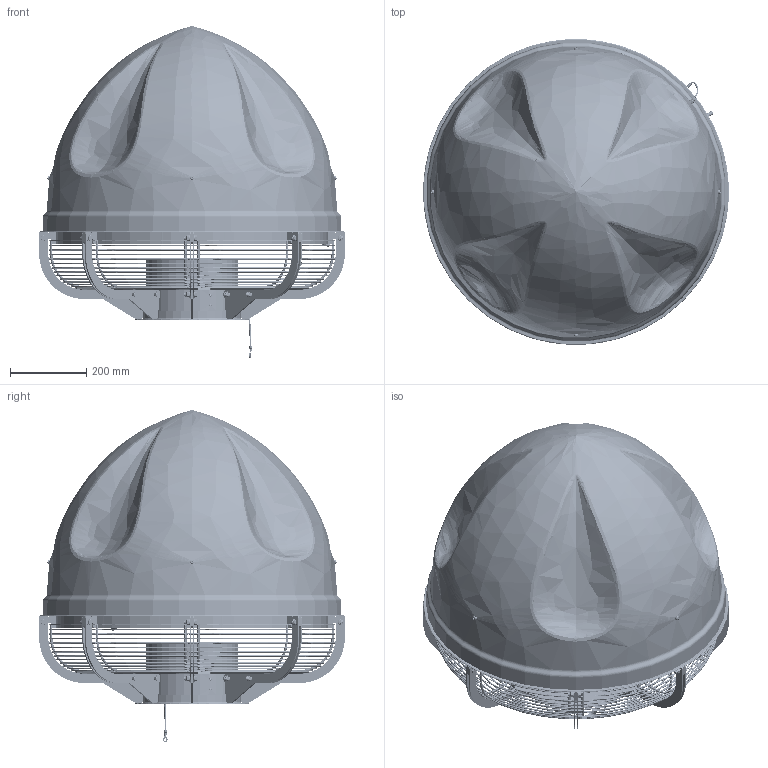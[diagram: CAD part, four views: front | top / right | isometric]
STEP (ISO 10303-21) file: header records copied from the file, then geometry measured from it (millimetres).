
FILE_DESCRIPTION(/* description */ ('808W75 SPARK-S-250/1500/Ex','CAx-IF Rec.Pracs.---Representation and Presentation of Product Manufacturing Information (PMI)---4.0---2014-10-13'),/* implementation_level */ '2;1');
FILE_NAME(/* name */ '808W75 SPARK-S-250_1500_Ex.stp',/* time_stamp */ '2022-05-11T10:01:02+02:00',/* author */ ('b.kitowicz'),/* organization */ ('KLIMAWENT S.A.'),/* preprocessor_version */ 'ST-DEVELOPER v18.1',/* originating_system */ 'Autodesk Inventor 2021',/* authorisation */ '');
FILE_SCHEMA (('AP242_MANAGED_MODEL_BASED_3D_ENGINEERING_MIM_LF { 1 0 10303 442 1 1 4 }'));
Products named in the file (1): ~~
Bounding box: 800 x 800 x 868.27 mm (x, y, z)
Volume: 12931019.5 mm3; surface area: 5798972.8 mm2
Topology: 25 solids, 25 shells, 7236 faces, 19390 edges, 12579 vertices
Faces by surface type: plane 3578, bspline 1630, cylinder 1197, cone 578, torus 225, sphere 28
Full cylindrical faces by diameter (mm): 3 x21, 3.2 x4, 3.5 x17, 4.3 x1, 4.5 x9, 5.5 x10, 6 x54, 6.4 x4, 6.5 x16, 6.647 x1, 7 x9, 8 x56, 8.4 x16, 8.5 x8, 8.88 x2, 9 x17, 9.2 x4, 10 x16, 10.5 x4, 11.63 x80, 12 x4, 12.2 x4, 13 x1, 14.5 x1, 14.63 x4, 16 x65, 24 x2, 25 x1, 30 x1, 32 x1
Entity records: 299793 total; most frequent: CARTESIAN_POINT 121539, ORIENTED_EDGE 38918, DIRECTION 30158, EDGE_CURVE 19459, VERTEX_POINT 12716, AXIS2_PLACEMENT_3D 10424, LINE 9310, VECTOR 9310
